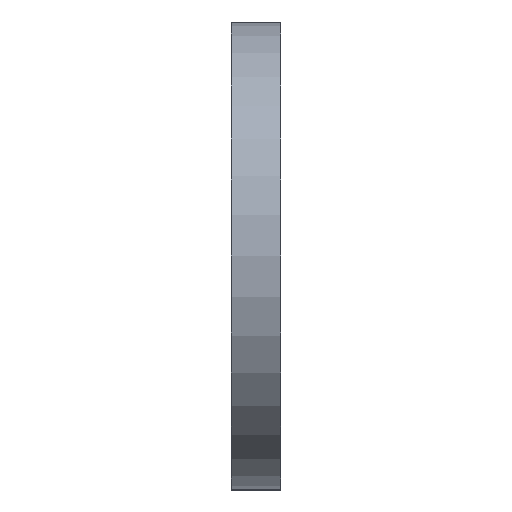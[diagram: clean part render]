
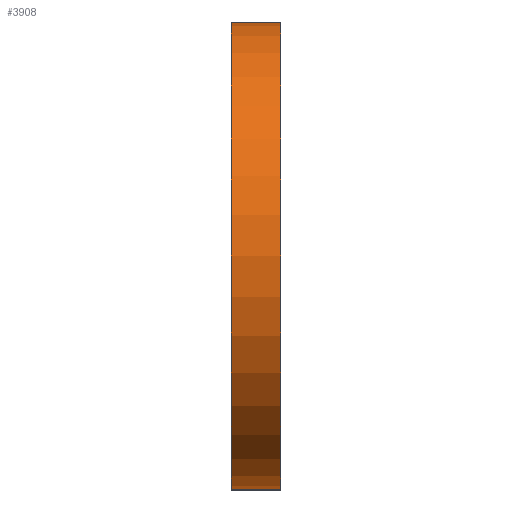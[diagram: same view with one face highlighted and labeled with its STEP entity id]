
A CAD part, left-side view. The second image highlights one B-rep face of the part: STEP entity #3908.
In plain terms, the highlighted cylindrical face has radius 28.5 mm (diameter 57 mm), a partial arc.
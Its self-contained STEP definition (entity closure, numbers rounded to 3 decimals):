
#213 = CARTESIAN_POINT ( 'NONE',  ( 0., 6., -28.5 ) ) ;
#222 = DIRECTION ( 'NONE',  ( 0., 1., 0. ) ) ;
#309 = VERTEX_POINT ( 'NONE', #313 ) ;
#313 = CARTESIAN_POINT ( 'NONE',  ( 0., 6., 28.5 ) ) ;
#496 = LINE ( 'NONE', #3837, #2165 ) ;
#556 = DIRECTION ( 'NONE',  ( 0., -1., 0. ) ) ;
#570 = AXIS2_PLACEMENT_3D ( 'NONE', #3369, #4019, #921 ) ;
#682 = CARTESIAN_POINT ( 'NONE',  ( 0., 0., 28.5 ) ) ;
#693 = CYLINDRICAL_SURFACE ( 'NONE', #570, 28.5 ) ;
#718 = ORIENTED_EDGE ( 'NONE', *, *, #750, .T. ) ;
#750 = EDGE_CURVE ( 'NONE', #3112, #3119, #3513, .T. ) ;
#824 = VECTOR ( 'NONE', #1157, 1000. ) ;
#856 = LINE ( 'NONE', #1864, #824 ) ;
#874 = CARTESIAN_POINT ( 'NONE',  ( 0., 0., 0. ) ) ;
#892 = CARTESIAN_POINT ( 'NONE',  ( 0., 6., 0. ) ) ;
#921 = DIRECTION ( 'NONE',  ( 0., 0., -1. ) ) ;
#1157 = DIRECTION ( 'NONE',  ( 0., -1., 0. ) ) ;
#1694 = ORIENTED_EDGE ( 'NONE', *, *, #3364, .T. ) ;
#1864 = CARTESIAN_POINT ( 'NONE',  ( 0., 6., 28.5 ) ) ;
#1888 = DIRECTION ( 'NONE',  ( 0., 0., 1. ) ) ;
#2004 = FACE_OUTER_BOUND ( 'NONE', #4018, .T. ) ;
#2033 = EDGE_CURVE ( 'NONE', #309, #3119, #856, .T. ) ;
#2165 = VECTOR ( 'NONE', #556, 1000. ) ;
#2244 = DIRECTION ( 'NONE',  ( 0., 0., 1. ) ) ;
#2334 = AXIS2_PLACEMENT_3D ( 'NONE', #874, #4223, #1888 ) ;
#2649 = AXIS2_PLACEMENT_3D ( 'NONE', #892, #222, #2244 ) ;
#3112 = VERTEX_POINT ( 'NONE', #3342 ) ;
#3119 = VERTEX_POINT ( 'NONE', #682 ) ;
#3130 = ORIENTED_EDGE ( 'NONE', *, *, #2033, .F. ) ;
#3342 = CARTESIAN_POINT ( 'NONE',  ( 0., 0., -28.5 ) ) ;
#3356 = CIRCLE ( 'NONE', #2649, 28.5 ) ;
#3364 = EDGE_CURVE ( 'NONE', #3782, #3112, #496, .T. ) ;
#3369 = CARTESIAN_POINT ( 'NONE',  ( 0., 6., 0. ) ) ;
#3513 = CIRCLE ( 'NONE', #2334, 28.5 ) ;
#3782 = VERTEX_POINT ( 'NONE', #213 ) ;
#3837 = CARTESIAN_POINT ( 'NONE',  ( 0., 6., -28.5 ) ) ;
#3908 = ADVANCED_FACE ( 'NONE', ( #2004 ), #693, .T. ) ;
#4018 = EDGE_LOOP ( 'NONE', ( #718, #3130, #4218, #1694 ) ) ;
#4019 = DIRECTION ( 'NONE',  ( 0., -1., 0. ) ) ;
#4081 = EDGE_CURVE ( 'NONE', #3782, #309, #3356, .T. ) ;
#4218 = ORIENTED_EDGE ( 'NONE', *, *, #4081, .F. ) ;
#4223 = DIRECTION ( 'NONE',  ( 0., 1., 0. ) ) ;
